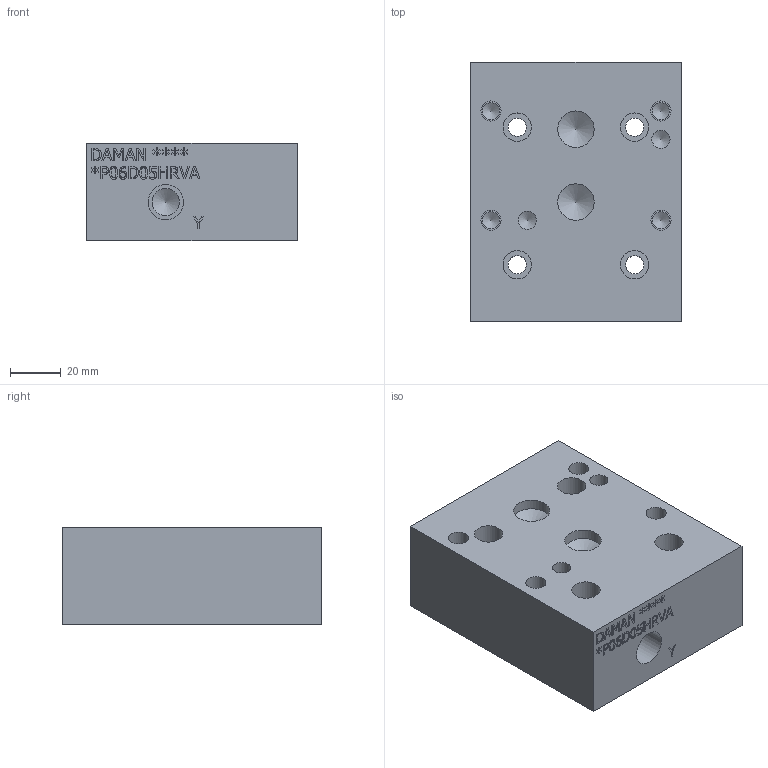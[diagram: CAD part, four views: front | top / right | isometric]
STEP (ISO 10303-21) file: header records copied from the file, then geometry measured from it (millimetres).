
FILE_DESCRIPTION(/* description */ (''),/* implementation_level */ '2;1');
FILE_NAME(/* name */ '_P06D05HRVA.stp',/* time_stamp */ '2021-12-02T09:51:49-05:00',/* author */ ('jrf'),/* organization */ (''),/* preprocessor_version */ 'ST-DEVELOPER v18',/* originating_system */ 'Autodesk Inventor 2020',/* authorisation */ '');
FILE_SCHEMA (('AUTOMOTIVE_DESIGN { 1 0 10303 214 3 1 1 }'));
Length unit declared in the file: millimetre
Products named in the file (1): Part__P06D05HRVA_3D
Bounding box: 82.55 x 101.6 x 38.1 mm (x, y, z)
Volume: 298716.8 mm3; surface area: 39263.2 mm2
Topology: 1 solids, 1 shells, 401 faces, 1090 edges, 739 vertices
Faces by surface type: plane 270, bspline 87, cylinder 33, cone 11
Full cylindrical faces by diameter (mm): 6.731 x4, 7.137 x6, 7.925 x4, 10.719 x1, 11.125 x7, 13.868 x1, 14.275 x2, 15.875 x6
Entity records: 13383 total; most frequent: CARTESIAN_POINT 3351, ORIENTED_EDGE 2158, DIRECTION 1649, EDGE_CURVE 1079, LINE 791, VECTOR 791, VERTEX_POINT 739, EDGE_LOOP 468
